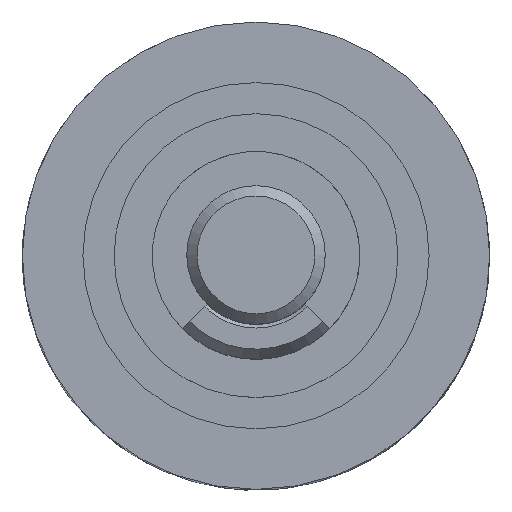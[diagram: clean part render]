
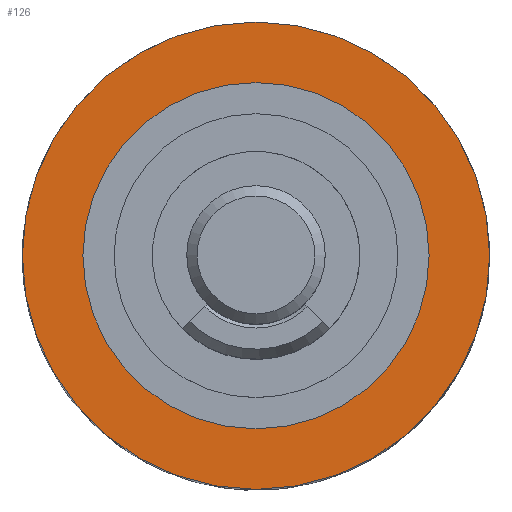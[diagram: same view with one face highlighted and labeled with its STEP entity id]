
A CAD part, top view. The second image highlights one B-rep face of the part: STEP entity #126.
In plain terms, the highlighted face is planar.
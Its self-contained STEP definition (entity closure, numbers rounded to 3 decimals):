
#126 = ADVANCED_FACE ( 'NONE', ( #3216, #4787 ), #7118, .T. ) ;
#869 = CIRCLE ( 'NONE', #3015, 5. ) ;
#935 = DIRECTION ( 'NONE',  ( -1., 0., 0. ) ) ;
#964 = CARTESIAN_POINT ( 'NONE',  ( 6.75, 0., 3.267 ) ) ;
#1827 = EDGE_CURVE ( 'NONE', #8719, #8719, #869, .T. ) ;
#1850 = VERTEX_POINT ( 'NONE', #9251 ) ;
#2016 = CIRCLE ( 'NONE', #2565, 6.75 ) ;
#2565 = AXIS2_PLACEMENT_3D ( 'NONE', #9331, #6251, #4036 ) ;
#2994 = CARTESIAN_POINT ( 'NONE',  ( 0., 5., 3.267 ) ) ;
#3015 = AXIS2_PLACEMENT_3D ( 'NONE', #7205, #8707, #7142 ) ;
#3216 = FACE_BOUND ( 'NONE', #7058, .T. ) ;
#4036 = DIRECTION ( 'NONE',  ( 1., 0., 0. ) ) ;
#4191 = EDGE_CURVE ( 'NONE', #1850, #1850, #2016, .T. ) ;
#4495 = AXIS2_PLACEMENT_3D ( 'NONE', #964, #9479, #935 ) ;
#4787 = FACE_OUTER_BOUND ( 'NONE', #8289, .T. ) ;
#5711 = ORIENTED_EDGE ( 'NONE', *, *, #4191, .F. ) ;
#6251 = DIRECTION ( 'NONE',  ( 0., 0., 1. ) ) ;
#7017 = ORIENTED_EDGE ( 'NONE', *, *, #1827, .T. ) ;
#7058 = EDGE_LOOP ( 'NONE', ( #7017 ) ) ;
#7118 = PLANE ( 'NONE',  #4495 ) ;
#7142 = DIRECTION ( 'NONE',  ( 0., 1., 0. ) ) ;
#7205 = CARTESIAN_POINT ( 'NONE',  ( 0., 0., 3.267 ) ) ;
#8289 = EDGE_LOOP ( 'NONE', ( #5711 ) ) ;
#8707 = DIRECTION ( 'NONE',  ( 0., 0., 1. ) ) ;
#8719 = VERTEX_POINT ( 'NONE', #2994 ) ;
#9251 = CARTESIAN_POINT ( 'NONE',  ( 6.75, 0., 3.267 ) ) ;
#9331 = CARTESIAN_POINT ( 'NONE',  ( 0., 0., 3.267 ) ) ;
#9479 = DIRECTION ( 'NONE',  ( 0., 0., -1. ) ) ;
